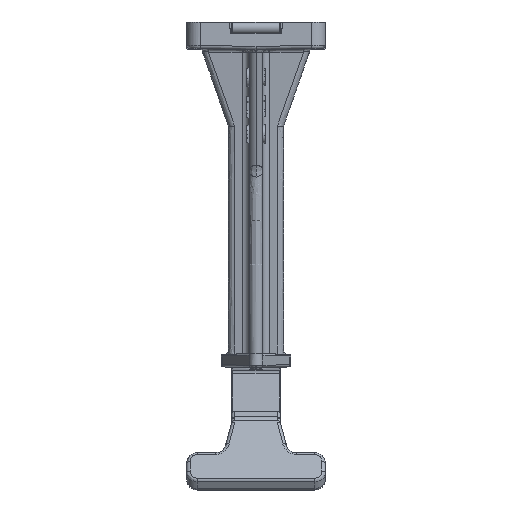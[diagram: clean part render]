
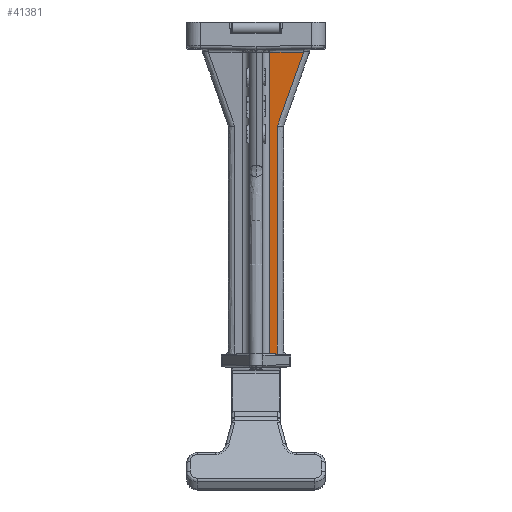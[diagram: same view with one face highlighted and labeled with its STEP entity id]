
A CAD part, front view. The second image highlights one B-rep face of the part: STEP entity #41381.
In plain terms, the highlighted planar face has unit normal (0.017, -0.996, -0.091).
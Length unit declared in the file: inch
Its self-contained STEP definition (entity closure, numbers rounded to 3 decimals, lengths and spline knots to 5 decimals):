
#39 = DIRECTION ( 'NONE',  ( -1., -0.016, -0.017 ) ) ;
#916 = CARTESIAN_POINT ( 'NONE',  ( 0.125, 0.62917, -5.47723 ) ) ;
#1379 = DIRECTION ( 'NONE',  ( 0., -0.091, 0.996 ) ) ;
#2555 = EDGE_CURVE ( 'NONE', #34360, #54563, #5217, .T. ) ;
#2673 = DIRECTION ( 'NONE',  ( 0., 0.091, -0.996 ) ) ;
#5217 = LINE ( 'NONE', #14906, #15312 ) ;
#6375 = VERTEX_POINT ( 'NONE', #20489 ) ;
#8124 = ORIENTED_EDGE ( 'NONE', *, *, #8844, .F. ) ;
#8844 = EDGE_CURVE ( 'NONE', #55025, #6375, #17190, .T. ) ;
#9324 = CARTESIAN_POINT ( 'NONE',  ( 0.38375, 0.25921, -1.375 ) ) ;
#9445 = VECTOR ( 'NONE', #2673, 39.37008 ) ;
#10079 = EDGE_CURVE ( 'NONE', #55025, #34360, #40668, .T. ) ;
#12930 = VERTEX_POINT ( 'NONE', #19779 ) ;
#13249 = CARTESIAN_POINT ( 'NONE',  ( 0.38375, 0.6343, -5.48392 ) ) ;
#13920 = PLANE ( 'NONE',  #37688 ) ;
#14906 = CARTESIAN_POINT ( 'NONE',  ( 0.38375, 0.25921, -1.375 ) ) ;
#15312 = VECTOR ( 'NONE', #36322, 39.37008 ) ;
#15586 = CARTESIAN_POINT ( 'NONE',  ( 0.85664, 0.14577, -0.04186 ) ) ;
#15786 = EDGE_CURVE ( 'NONE', #12930, #6375, #20874, .T. ) ;
#16382 = LINE ( 'NONE', #26014, #35208 ) ;
#17190 = LINE ( 'NONE', #39634, #27296 ) ;
#17797 = VECTOR ( 'NONE', #1379, 39.37008 ) ;
#18203 = DIRECTION ( 'NONE',  ( 0., 0.091, -0.996 ) ) ;
#19773 = ORIENTED_EDGE ( 'NONE', *, *, #10079, .T. ) ;
#19779 = CARTESIAN_POINT ( 'NONE',  ( 0.24783, 0.13611, -0.05248 ) ) ;
#20489 = CARTESIAN_POINT ( 'NONE',  ( 0.24783, 0.63171, -5.48155 ) ) ;
#20874 = LINE ( 'NONE', #32769, #9445 ) ;
#21844 = ORIENTED_EDGE ( 'NONE', *, *, #54981, .T. ) ;
#23073 = DIRECTION ( 'NONE',  ( -1., -0.019, 0.017 ) ) ;
#23229 = FACE_OUTER_BOUND ( 'NONE', #35341, .T. ) ;
#26014 = CARTESIAN_POINT ( 'NONE',  ( 0.85664, 0.14577, -0.04186 ) ) ;
#27296 = VECTOR ( 'NONE', #23073, 39.37008 ) ;
#32769 = CARTESIAN_POINT ( 'NONE',  ( 0.24783, 0.62508, -5.40893 ) ) ;
#34360 = VERTEX_POINT ( 'NONE', #9324 ) ;
#35208 = VECTOR ( 'NONE', #39, 39.37008 ) ;
#35249 = CARTESIAN_POINT ( 'NONE',  ( 0.38375, 0.63365, -5.47682 ) ) ;
#35341 = EDGE_LOOP ( 'NONE', ( #8124, #19773, #43614, #21844, #41285 ) ) ;
#36322 = DIRECTION ( 'NONE',  ( 0.333, -0.08, 0.939 ) ) ;
#37688 = AXIS2_PLACEMENT_3D ( 'NONE', #916, #43973, #18203 ) ;
#39634 = CARTESIAN_POINT ( 'NONE',  ( 0.38375, 0.6343, -5.48392 ) ) ;
#40668 = LINE ( 'NONE', #35249, #17797 ) ;
#41285 = ORIENTED_EDGE ( 'NONE', *, *, #15786, .T. ) ;
#41381 = ADVANCED_FACE ( 'NONE', ( #23229 ), #13920, .T. ) ;
#43614 = ORIENTED_EDGE ( 'NONE', *, *, #2555, .T. ) ;
#43973 = DIRECTION ( 'NONE',  ( 0.017, -0.996, -0.091 ) ) ;
#54563 = VERTEX_POINT ( 'NONE', #15586 ) ;
#54981 = EDGE_CURVE ( 'NONE', #54563, #12930, #16382, .T. ) ;
#55025 = VERTEX_POINT ( 'NONE', #13249 ) ;
